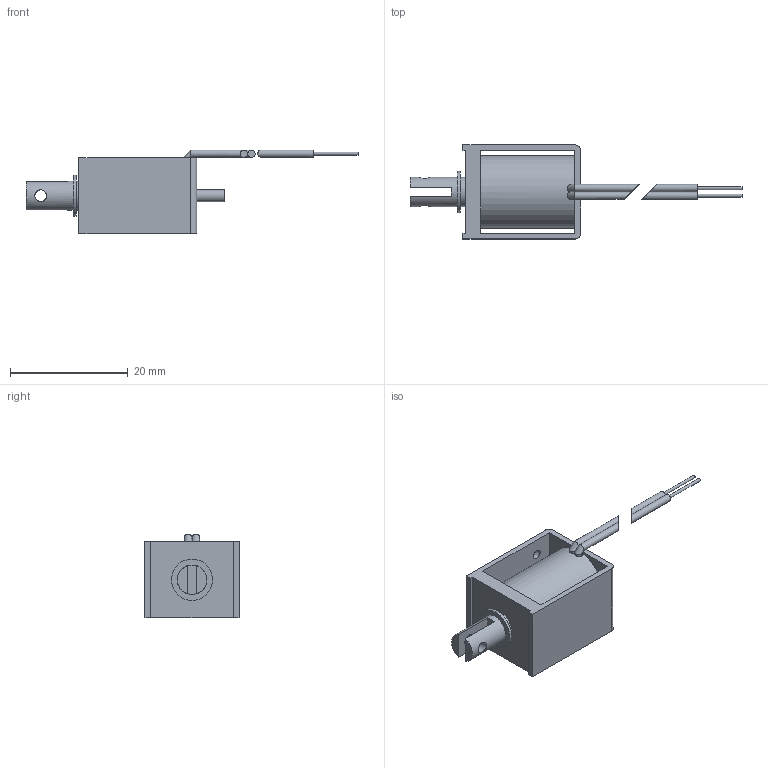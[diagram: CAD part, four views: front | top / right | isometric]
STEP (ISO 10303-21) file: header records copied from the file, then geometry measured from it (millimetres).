
FILE_DESCRIPTION( ( 'Unknown' ), '1' );
FILE_NAME( 'F0415S.stp', 'Unknown', ( 'Unknown' ), ( 'Unknown' ), 'PSStep 17.0.49', 'Unknown', ' ' );
FILE_SCHEMA( ( 'AUTOMOTIVE_DESIGN { 1 0 10303 214 1 1 1 1 }' ) );
Length unit declared in the file: millimetre
Products named in the file (5): Assem1; F0415S-1; F0415S-2
Assembly tree (4 placements, depth 2):
  Assem1
    F0415S-1
    F0415S-1
    F0415S-1
    F0415S-2
Bounding box: 56.43 x 16 x 14.28 mm (x, y, z)
Volume: 3217.6 mm3; surface area: 3322.7 mm2
Topology: 4 solids, 4 shells, 57 faces, 129 edges, 88 vertices
Faces by surface type: plane 33, cylinder 21, torus 2, cone 1
Full cylindrical faces by diameter (mm): 0.5 x2, 1.25 x6, 1.567 x2, 2 x4, 5 x3, 7 x1, 12.4 x1
Entity records: 2056 total; most frequent: CARTESIAN_POINT 342, DIRECTION 256, ORIENTED_EDGE 186, AXIS2_PLACEMENT_3D 105, EDGE_LOOP 102, EDGE_CURVE 93, FACE_OUTER_BOUND 78, VERTEX_POINT 75
